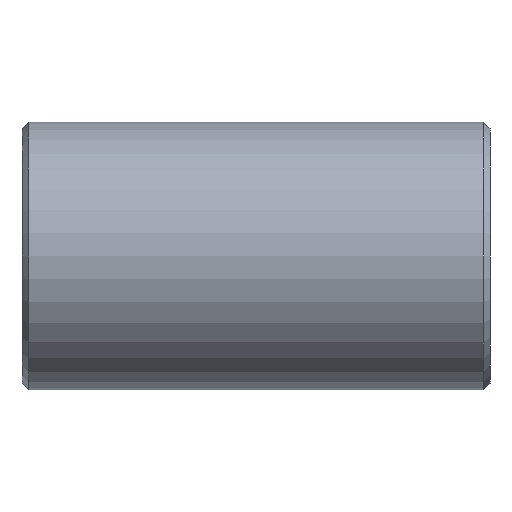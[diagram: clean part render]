
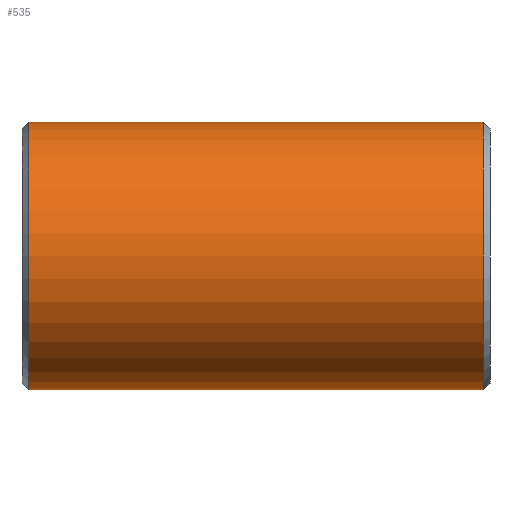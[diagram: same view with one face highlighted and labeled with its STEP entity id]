
A CAD part, left-side view. The second image highlights one B-rep face of the part: STEP entity #535.
In plain terms, the highlighted cylindrical face has radius 10 mm (diameter 20 mm), a full revolution.
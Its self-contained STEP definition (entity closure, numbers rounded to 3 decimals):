
#15=B_SPLINE_CURVE_WITH_KNOTS('',3,(#865,#866,#867,#868,#869,#870,#871,
#872,#873,#874,#875,#876,#877,#878,#879,#880,#881,#882,#883,#884,#885,#886,
#887,#888,#889,#890,#891,#892,#893,#894,#895,#896,#897,#898),
 .UNSPECIFIED.,.T.,.F.,(4,2,2,2,2,2,2,2,2,2,2,2,2,2,2,2,4),(0.,0.153,
0.305,0.458,0.61,0.763,
0.915,1.068,1.22,1.373,1.526,
1.678,1.831,1.983,2.135,2.288,
2.441),.UNSPECIFIED.);
#16=B_SPLINE_CURVE_WITH_KNOTS('',3,(#919,#920,#921,#922,#923,#924,#925,
#926,#927,#928,#929,#930,#931,#932,#933,#934,#935,#936,#937,#938,#939,#940,
#941,#942,#943,#944,#945,#946,#947,#948,#949,#950,#951,#952),
 .UNSPECIFIED.,.T.,.F.,(4,2,2,2,2,2,2,2,2,2,2,2,2,2,2,2,4),(0.,0.153,
0.305,0.458,0.61,0.763,
0.915,1.068,1.22,1.373,1.526,
1.678,1.831,1.983,2.135,2.288,
2.441),.UNSPECIFIED.);
#49=CYLINDRICAL_SURFACE('',#616,10.);
#78=FACE_BOUND('',#195,.T.);
#79=FACE_BOUND('',#196,.T.);
#80=FACE_BOUND('',#197,.T.);
#123=FACE_OUTER_BOUND('',#194,.T.);
#194=EDGE_LOOP('',(#412));
#195=EDGE_LOOP('',(#413));
#196=EDGE_LOOP('',(#414));
#197=EDGE_LOOP('',(#415));
#255=CIRCLE('',#615,10.);
#256=CIRCLE('',#617,10.);
#283=VERTEX_POINT('',#864);
#290=VERTEX_POINT('',#918);
#299=VERTEX_POINT('',#978);
#300=VERTEX_POINT('',#981);
#327=EDGE_CURVE('',#283,#283,#15,.T.);
#334=EDGE_CURVE('',#290,#290,#16,.T.);
#343=EDGE_CURVE('',#299,#299,#255,.T.);
#344=EDGE_CURVE('',#300,#300,#256,.T.);
#412=ORIENTED_EDGE('',*,*,#344,.F.);
#413=ORIENTED_EDGE('',*,*,#327,.T.);
#414=ORIENTED_EDGE('',*,*,#334,.T.);
#415=ORIENTED_EDGE('',*,*,#343,.F.);
#535=ADVANCED_FACE('',(#123,#78,#79,#80),#49,.T.);
#615=AXIS2_PLACEMENT_3D('',#979,#759,#760);
#616=AXIS2_PLACEMENT_3D('',#980,#761,#762);
#617=AXIS2_PLACEMENT_3D('',#982,#763,#764);
#759=DIRECTION('center_axis',(0.,-1.,0.));
#760=DIRECTION('ref_axis',(1.,0.,0.));
#761=DIRECTION('center_axis',(0.,1.,0.));
#762=DIRECTION('ref_axis',(-1.,0.,0.));
#763=DIRECTION('center_axis',(0.,1.,0.));
#764=DIRECTION('ref_axis',(1.,0.,0.));
#864=CARTESIAN_POINT('',(9.165,26.,-4.));
#865=CARTESIAN_POINT('Ctrl Pts',(9.165,26.,-4.));
#866=CARTESIAN_POINT('Ctrl Pts',(9.165,25.491,-4.));
#867=CARTESIAN_POINT('Ctrl Pts',(9.212,24.953,-3.897));
#868=CARTESIAN_POINT('Ctrl Pts',(9.375,23.97,-3.487));
#869=CARTESIAN_POINT('Ctrl Pts',(9.488,23.524,-3.181));
#870=CARTESIAN_POINT('Ctrl Pts',(9.695,22.82,-2.477));
#871=CARTESIAN_POINT('Ctrl Pts',(9.804,22.513,-2.031));
#872=CARTESIAN_POINT('Ctrl Pts',(9.958,22.103,-1.047));
#873=CARTESIAN_POINT('Ctrl Pts',(10.,22.,-0.508));
#874=CARTESIAN_POINT('Ctrl Pts',(10.,22.,0.508));
#875=CARTESIAN_POINT('Ctrl Pts',(9.958,22.103,1.047));
#876=CARTESIAN_POINT('Ctrl Pts',(9.804,22.513,2.031));
#877=CARTESIAN_POINT('Ctrl Pts',(9.695,22.82,2.477));
#878=CARTESIAN_POINT('Ctrl Pts',(9.488,23.524,3.181));
#879=CARTESIAN_POINT('Ctrl Pts',(9.375,23.97,3.487));
#880=CARTESIAN_POINT('Ctrl Pts',(9.212,24.953,3.897));
#881=CARTESIAN_POINT('Ctrl Pts',(9.165,25.491,4.));
#882=CARTESIAN_POINT('Ctrl Pts',(9.165,26.509,4.));
#883=CARTESIAN_POINT('Ctrl Pts',(9.212,27.047,3.897));
#884=CARTESIAN_POINT('Ctrl Pts',(9.375,28.03,3.487));
#885=CARTESIAN_POINT('Ctrl Pts',(9.488,28.476,3.181));
#886=CARTESIAN_POINT('Ctrl Pts',(9.695,29.18,2.477));
#887=CARTESIAN_POINT('Ctrl Pts',(9.804,29.487,2.031));
#888=CARTESIAN_POINT('Ctrl Pts',(9.958,29.897,1.047));
#889=CARTESIAN_POINT('Ctrl Pts',(10.,30.,0.508));
#890=CARTESIAN_POINT('Ctrl Pts',(10.,30.,-0.508));
#891=CARTESIAN_POINT('Ctrl Pts',(9.958,29.897,-1.047));
#892=CARTESIAN_POINT('Ctrl Pts',(9.804,29.487,-2.031));
#893=CARTESIAN_POINT('Ctrl Pts',(9.695,29.18,-2.477));
#894=CARTESIAN_POINT('Ctrl Pts',(9.488,28.476,-3.181));
#895=CARTESIAN_POINT('Ctrl Pts',(9.375,28.03,-3.487));
#896=CARTESIAN_POINT('Ctrl Pts',(9.212,27.047,-3.897));
#897=CARTESIAN_POINT('Ctrl Pts',(9.165,26.509,-4.));
#898=CARTESIAN_POINT('Ctrl Pts',(9.165,26.,-4.));
#918=CARTESIAN_POINT('',(9.165,6.,-4.));
#919=CARTESIAN_POINT('Ctrl Pts',(9.165,6.,-4.));
#920=CARTESIAN_POINT('Ctrl Pts',(9.165,5.491,-4.));
#921=CARTESIAN_POINT('Ctrl Pts',(9.212,4.953,-3.897));
#922=CARTESIAN_POINT('Ctrl Pts',(9.375,3.97,-3.487));
#923=CARTESIAN_POINT('Ctrl Pts',(9.488,3.524,-3.181));
#924=CARTESIAN_POINT('Ctrl Pts',(9.695,2.82,-2.477));
#925=CARTESIAN_POINT('Ctrl Pts',(9.804,2.513,-2.031));
#926=CARTESIAN_POINT('Ctrl Pts',(9.958,2.103,-1.047));
#927=CARTESIAN_POINT('Ctrl Pts',(10.,2.,-0.508));
#928=CARTESIAN_POINT('Ctrl Pts',(10.,2.,0.508));
#929=CARTESIAN_POINT('Ctrl Pts',(9.958,2.103,1.047));
#930=CARTESIAN_POINT('Ctrl Pts',(9.804,2.513,2.031));
#931=CARTESIAN_POINT('Ctrl Pts',(9.695,2.82,2.477));
#932=CARTESIAN_POINT('Ctrl Pts',(9.488,3.524,3.181));
#933=CARTESIAN_POINT('Ctrl Pts',(9.375,3.97,3.487));
#934=CARTESIAN_POINT('Ctrl Pts',(9.212,4.953,3.897));
#935=CARTESIAN_POINT('Ctrl Pts',(9.165,5.491,4.));
#936=CARTESIAN_POINT('Ctrl Pts',(9.165,6.509,4.));
#937=CARTESIAN_POINT('Ctrl Pts',(9.212,7.047,3.897));
#938=CARTESIAN_POINT('Ctrl Pts',(9.375,8.03,3.487));
#939=CARTESIAN_POINT('Ctrl Pts',(9.488,8.476,3.181));
#940=CARTESIAN_POINT('Ctrl Pts',(9.695,9.18,2.477));
#941=CARTESIAN_POINT('Ctrl Pts',(9.804,9.487,2.031));
#942=CARTESIAN_POINT('Ctrl Pts',(9.958,9.897,1.047));
#943=CARTESIAN_POINT('Ctrl Pts',(10.,10.,0.508));
#944=CARTESIAN_POINT('Ctrl Pts',(10.,10.,-0.508));
#945=CARTESIAN_POINT('Ctrl Pts',(9.958,9.897,-1.047));
#946=CARTESIAN_POINT('Ctrl Pts',(9.804,9.487,-2.031));
#947=CARTESIAN_POINT('Ctrl Pts',(9.695,9.18,-2.477));
#948=CARTESIAN_POINT('Ctrl Pts',(9.488,8.476,-3.181));
#949=CARTESIAN_POINT('Ctrl Pts',(9.375,8.03,-3.487));
#950=CARTESIAN_POINT('Ctrl Pts',(9.212,7.047,-3.897));
#951=CARTESIAN_POINT('Ctrl Pts',(9.165,6.509,-4.));
#952=CARTESIAN_POINT('Ctrl Pts',(9.165,6.,-4.));
#978=CARTESIAN_POINT('',(-10.,0.5,0.));
#979=CARTESIAN_POINT('Origin',(0.,0.5,0.));
#980=CARTESIAN_POINT('Origin',(0.,17.5,0.));
#981=CARTESIAN_POINT('',(-10.,34.5,0.));
#982=CARTESIAN_POINT('Origin',(0.,34.5,0.));
